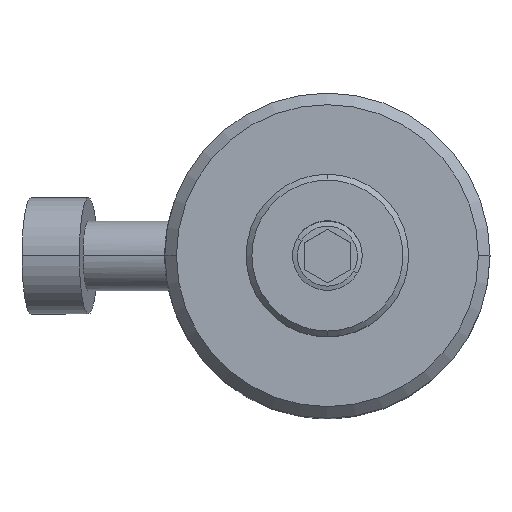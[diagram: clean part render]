
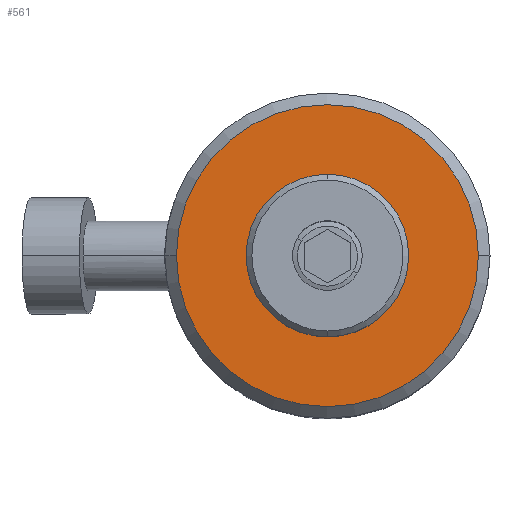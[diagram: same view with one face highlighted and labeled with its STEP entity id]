
A CAD part, top view. The second image highlights one B-rep face of the part: STEP entity #561.
In plain terms, the highlighted planar face has unit normal (0, 0, 1).
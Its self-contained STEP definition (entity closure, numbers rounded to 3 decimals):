
#33 = DIRECTION ( 'NONE',  ( 0., 0., -1. ) ) ;
#90 = CIRCLE ( 'NONE', #1107, 13. ) ;
#125 = CARTESIAN_POINT ( 'NONE',  ( -7., 0., 33. ) ) ;
#139 = CARTESIAN_POINT ( 'NONE',  ( 0., 0., 33. ) ) ;
#253 = ORIENTED_EDGE ( 'NONE', *, *, #1186, .F. ) ;
#324 = CARTESIAN_POINT ( 'NONE',  ( 0., -14., 33. ) ) ;
#408 = VERTEX_POINT ( 'NONE', #416 ) ;
#416 = CARTESIAN_POINT ( 'NONE',  ( -13., 0., 33. ) ) ;
#423 = CIRCLE ( 'NONE', #1541, 7. ) ;
#435 = DIRECTION ( 'NONE',  ( 0., 0., 1. ) ) ;
#457 = VERTEX_POINT ( 'NONE', #125 ) ;
#488 = VERTEX_POINT ( 'NONE', #1876 ) ;
#501 = DIRECTION ( 'NONE',  ( 1., 0., 0. ) ) ;
#561 = ADVANCED_FACE ( 'NONE', ( #1910, #1863 ), #1437, .F. ) ;
#562 = ORIENTED_EDGE ( 'NONE', *, *, #915, .T. ) ;
#593 = VERTEX_POINT ( 'NONE', #771 ) ;
#671 = CARTESIAN_POINT ( 'NONE',  ( 0., 0., 33. ) ) ;
#767 = DIRECTION ( 'NONE',  ( 0., 0., 1. ) ) ;
#771 = CARTESIAN_POINT ( 'NONE',  ( 7., 0., 33. ) ) ;
#778 = CARTESIAN_POINT ( 'NONE',  ( 0., 0., 33. ) ) ;
#782 = CIRCLE ( 'NONE', #1773, 7. ) ;
#915 = EDGE_CURVE ( 'NONE', #408, #488, #90, .T. ) ;
#985 = DIRECTION ( 'NONE',  ( 0., 0., 1. ) ) ;
#1107 = AXIS2_PLACEMENT_3D ( 'NONE', #1268, #1912, #1277 ) ;
#1111 = EDGE_LOOP ( 'NONE', ( #1388, #562 ) ) ;
#1186 = EDGE_CURVE ( 'NONE', #457, #593, #423, .T. ) ;
#1268 = CARTESIAN_POINT ( 'NONE',  ( 0., 0., 33. ) ) ;
#1277 = DIRECTION ( 'NONE',  ( 1., 0., 0. ) ) ;
#1363 = AXIS2_PLACEMENT_3D ( 'NONE', #671, #985, #1934 ) ;
#1388 = ORIENTED_EDGE ( 'NONE', *, *, #1531, .T. ) ;
#1397 = AXIS2_PLACEMENT_3D ( 'NONE', #324, #33, #501 ) ;
#1400 = DIRECTION ( 'NONE',  ( -1., 0., 0. ) ) ;
#1415 = EDGE_CURVE ( 'NONE', #593, #457, #782, .T. ) ;
#1418 = EDGE_LOOP ( 'NONE', ( #253, #1616 ) ) ;
#1437 = PLANE ( 'NONE',  #1397 ) ;
#1531 = EDGE_CURVE ( 'NONE', #488, #408, #1642, .T. ) ;
#1541 = AXIS2_PLACEMENT_3D ( 'NONE', #139, #435, #1684 ) ;
#1616 = ORIENTED_EDGE ( 'NONE', *, *, #1415, .F. ) ;
#1642 = CIRCLE ( 'NONE', #1363, 13. ) ;
#1684 = DIRECTION ( 'NONE',  ( -1., 0., 0. ) ) ;
#1773 = AXIS2_PLACEMENT_3D ( 'NONE', #778, #767, #1400 ) ;
#1863 = FACE_BOUND ( 'NONE', #1418, .T. ) ;
#1876 = CARTESIAN_POINT ( 'NONE',  ( 13., 0., 33. ) ) ;
#1910 = FACE_OUTER_BOUND ( 'NONE', #1111, .T. ) ;
#1912 = DIRECTION ( 'NONE',  ( 0., 0., 1. ) ) ;
#1934 = DIRECTION ( 'NONE',  ( 1., 0., 0. ) ) ;
